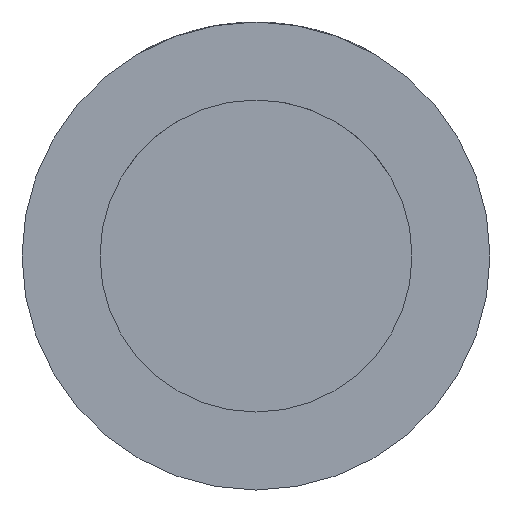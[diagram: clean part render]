
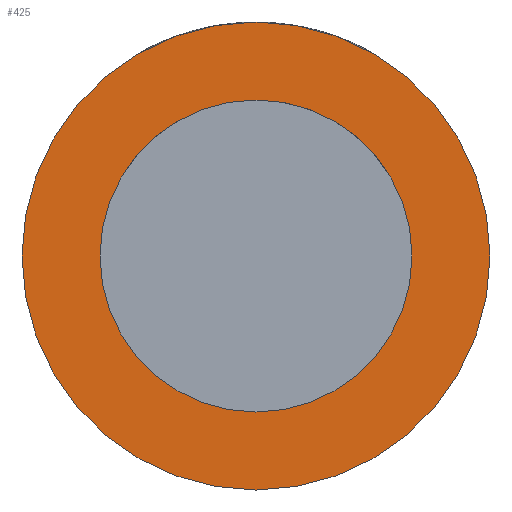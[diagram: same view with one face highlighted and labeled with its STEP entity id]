
A CAD part, left-side view. The second image highlights one B-rep face of the part: STEP entity #425.
In plain terms, the highlighted planar face has unit normal (-1, 0, 0).
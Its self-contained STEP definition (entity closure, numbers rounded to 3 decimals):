
#29 = AXIS2_PLACEMENT_3D ( 'NONE', #718, #413, #661 ) ;
#50 = AXIS2_PLACEMENT_3D ( 'NONE', #271, #221, #706 ) ;
#58 = CARTESIAN_POINT ( 'NONE',  ( 0., 0., 0.6 ) ) ;
#78 = CARTESIAN_POINT ( 'NONE',  ( 0., 0., -0.6 ) ) ;
#79 = EDGE_CURVE ( 'NONE', #628, #453, #169, .T. ) ;
#99 = VERTEX_POINT ( 'NONE', #58 ) ;
#105 = DIRECTION ( 'NONE',  ( -1., 0., 0. ) ) ;
#123 = DIRECTION ( 'NONE',  ( -1., 0., 0. ) ) ;
#128 = ORIENTED_EDGE ( 'NONE', *, *, #625, .T. ) ;
#167 = AXIS2_PLACEMENT_3D ( 'NONE', #755, #749, #688 ) ;
#169 = CIRCLE ( 'NONE', #260, 0.4 ) ;
#192 = EDGE_LOOP ( 'NONE', ( #316, #302 ) ) ;
#221 = DIRECTION ( 'NONE',  ( -1., 0., 0. ) ) ;
#226 = FACE_BOUND ( 'NONE', #192, .T. ) ;
#247 = CIRCLE ( 'NONE', #455, 0.4 ) ;
#258 = CARTESIAN_POINT ( 'NONE',  ( 0., 0., 0.4 ) ) ;
#260 = AXIS2_PLACEMENT_3D ( 'NONE', #677, #123, #782 ) ;
#269 = CARTESIAN_POINT ( 'NONE',  ( 0., 0., -0.4 ) ) ;
#271 = CARTESIAN_POINT ( 'NONE',  ( 0., 0., 0. ) ) ;
#302 = ORIENTED_EDGE ( 'NONE', *, *, #79, .F. ) ;
#316 = ORIENTED_EDGE ( 'NONE', *, *, #325, .F. ) ;
#325 = EDGE_CURVE ( 'NONE', #453, #628, #247, .T. ) ;
#346 = CIRCLE ( 'NONE', #167, 0.6 ) ;
#349 = FACE_OUTER_BOUND ( 'NONE', #409, .T. ) ;
#375 = CIRCLE ( 'NONE', #50, 0.6 ) ;
#384 = ORIENTED_EDGE ( 'NONE', *, *, #476, .T. ) ;
#409 = EDGE_LOOP ( 'NONE', ( #128, #384 ) ) ;
#413 = DIRECTION ( 'NONE',  ( 1., 0., 0. ) ) ;
#425 = ADVANCED_FACE ( 'NONE', ( #226, #349 ), #472, .F. ) ;
#453 = VERTEX_POINT ( 'NONE', #258 ) ;
#455 = AXIS2_PLACEMENT_3D ( 'NONE', #518, #105, #801 ) ;
#468 = VERTEX_POINT ( 'NONE', #78 ) ;
#472 = PLANE ( 'NONE',  #29 ) ;
#476 = EDGE_CURVE ( 'NONE', #468, #99, #346, .T. ) ;
#518 = CARTESIAN_POINT ( 'NONE',  ( 0., 0., 0. ) ) ;
#625 = EDGE_CURVE ( 'NONE', #99, #468, #375, .T. ) ;
#628 = VERTEX_POINT ( 'NONE', #269 ) ;
#661 = DIRECTION ( 'NONE',  ( 0., 0., -1. ) ) ;
#677 = CARTESIAN_POINT ( 'NONE',  ( 0., 0., 0. ) ) ;
#688 = DIRECTION ( 'NONE',  ( 0., 0., 1. ) ) ;
#706 = DIRECTION ( 'NONE',  ( 0., 0., 1. ) ) ;
#718 = CARTESIAN_POINT ( 'NONE',  ( 0., 0., 0. ) ) ;
#749 = DIRECTION ( 'NONE',  ( -1., 0., 0. ) ) ;
#755 = CARTESIAN_POINT ( 'NONE',  ( 0., 0., 0. ) ) ;
#782 = DIRECTION ( 'NONE',  ( 0., 0., 1. ) ) ;
#801 = DIRECTION ( 'NONE',  ( 0., 0., 1. ) ) ;
